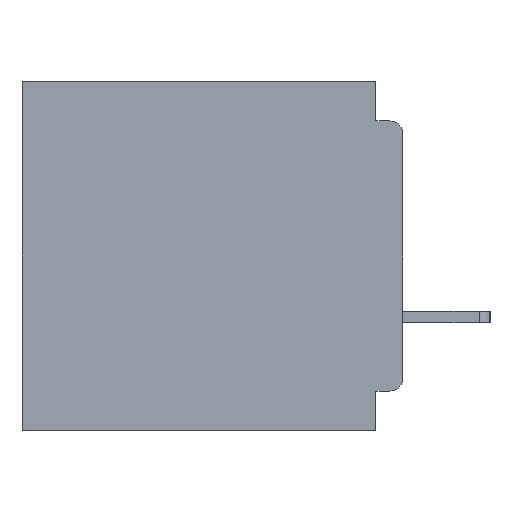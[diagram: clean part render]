
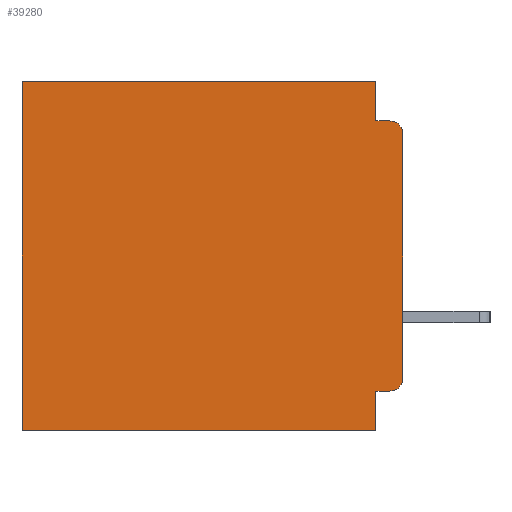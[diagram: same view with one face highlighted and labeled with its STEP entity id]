
A CAD part, left-side view. The second image highlights one B-rep face of the part: STEP entity #39280.
In plain terms, the highlighted planar face has unit normal (-1, 0, 0).
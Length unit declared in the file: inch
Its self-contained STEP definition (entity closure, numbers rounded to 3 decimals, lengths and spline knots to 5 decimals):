
#551 = VECTOR ( 'NONE', #44775, 39.37008 ) ;
#1661 = ORIENTED_EDGE ( 'NONE', *, *, #54576, .F. ) ;
#2028 = LINE ( 'NONE', #8648, #20809 ) ;
#2061 = CARTESIAN_POINT ( 'NONE',  ( 0.3, 0.437, -0.4 ) ) ;
#2700 = VECTOR ( 'NONE', #48818, 39.37008 ) ;
#2728 = EDGE_CURVE ( 'NONE', #33293, #16575, #8542, .T. ) ;
#8174 = VERTEX_POINT ( 'NONE', #30198 ) ;
#8541 = DIRECTION ( 'NONE',  ( -1., 0., 0. ) ) ;
#8542 = LINE ( 'NONE', #9689, #41357 ) ;
#8648 = CARTESIAN_POINT ( 'NONE',  ( 0.3, 0., -0.045 ) ) ;
#9639 = ORIENTED_EDGE ( 'NONE', *, *, #54954, .T. ) ;
#9648 = DIRECTION ( 'NONE',  ( 0., 0., -1. ) ) ;
#9689 = CARTESIAN_POINT ( 'NONE',  ( 0.3, 0., -0.4 ) ) ;
#9830 = DIRECTION ( 'NONE',  ( 1., 0., 0. ) ) ;
#10360 = VERTEX_POINT ( 'NONE', #40324 ) ;
#10628 = CARTESIAN_POINT ( 'NONE',  ( 0.3, 0.031, -0.4 ) ) ;
#10851 = ORIENTED_EDGE ( 'NONE', *, *, #45789, .T. ) ;
#10960 = EDGE_CURVE ( 'NONE', #10360, #29191, #25541, .T. ) ;
#11027 = LINE ( 'NONE', #27199, #32483 ) ;
#11038 = CIRCLE ( 'NONE', #45297, 0.015 ) ;
#11834 = VERTEX_POINT ( 'NONE', #2061 ) ;
#12116 = FACE_OUTER_BOUND ( 'NONE', #22602, .T. ) ;
#13932 = EDGE_CURVE ( 'NONE', #29191, #45018, #2028, .T. ) ;
#14954 = DIRECTION ( 'NONE',  ( 0., 0., -1. ) ) ;
#15994 = CIRCLE ( 'NONE', #32186, 0.015 ) ;
#16575 = VERTEX_POINT ( 'NONE', #22520 ) ;
#19299 = EDGE_CURVE ( 'NONE', #8174, #11834, #45890, .T. ) ;
#20809 = VECTOR ( 'NONE', #21547, 39.37008 ) ;
#21547 = DIRECTION ( 'NONE',  ( 0., -1., 0. ) ) ;
#21674 = CARTESIAN_POINT ( 'NONE',  ( 0.3, 0.015, -0.34 ) ) ;
#22520 = CARTESIAN_POINT ( 'NONE',  ( 0.3, 0., -0.34 ) ) ;
#22602 = EDGE_LOOP ( 'NONE', ( #33294, #44313, #23978, #30600, #10851, #48906, #24715, #23414, #1661, #9639 ) ) ;
#23414 = ORIENTED_EDGE ( 'NONE', *, *, #30520, .F. ) ;
#23952 = DIRECTION ( 'NONE',  ( 0., 1., 0. ) ) ;
#23978 = ORIENTED_EDGE ( 'NONE', *, *, #13932, .F. ) ;
#24715 = ORIENTED_EDGE ( 'NONE', *, *, #19299, .F. ) ;
#25226 = CARTESIAN_POINT ( 'NONE',  ( 0.3, 0.437, -0.4 ) ) ;
#25541 = LINE ( 'NONE', #36179, #2700 ) ;
#25989 = DIRECTION ( 'NONE',  ( 0., 0., -1. ) ) ;
#26854 = PLANE ( 'NONE',  #51604 ) ;
#27199 = CARTESIAN_POINT ( 'NONE',  ( 0.3, 0., 0. ) ) ;
#28521 = VECTOR ( 'NONE', #14954, 39.37008 ) ;
#29191 = VERTEX_POINT ( 'NONE', #39965 ) ;
#29240 = CARTESIAN_POINT ( 'NONE',  ( 0.3, 0.015, -0.355 ) ) ;
#29864 = LINE ( 'NONE', #10628, #28521 ) ;
#30156 = CARTESIAN_POINT ( 'NONE',  ( 0.3, 0.015, -0.045 ) ) ;
#30198 = CARTESIAN_POINT ( 'NONE',  ( 0.3, 0.031, -0.4 ) ) ;
#30463 = LINE ( 'NONE', #25226, #51789 ) ;
#30520 = EDGE_CURVE ( 'NONE', #32758, #8174, #29864, .T. ) ;
#30600 = ORIENTED_EDGE ( 'NONE', *, *, #10960, .F. ) ;
#30837 = EDGE_CURVE ( 'NONE', #33293, #45018, #11038, .T. ) ;
#32186 = AXIS2_PLACEMENT_3D ( 'NONE', #21674, #51572, #25989 ) ;
#32483 = VECTOR ( 'NONE', #35664, 39.37008 ) ;
#32758 = VERTEX_POINT ( 'NONE', #43385 ) ;
#33293 = VERTEX_POINT ( 'NONE', #42578 ) ;
#33294 = ORIENTED_EDGE ( 'NONE', *, *, #2728, .F. ) ;
#34235 = CARTESIAN_POINT ( 'NONE',  ( 0.3, 0.015, -0.06 ) ) ;
#34842 = LINE ( 'NONE', #40452, #551 ) ;
#35497 = CARTESIAN_POINT ( 'NONE',  ( 0.3, 0., -0.4 ) ) ;
#35664 = DIRECTION ( 'NONE',  ( 0., 1., 0. ) ) ;
#35899 = VECTOR ( 'NONE', #23952, 39.37008 ) ;
#36179 = CARTESIAN_POINT ( 'NONE',  ( 0.3, 0.031, 0. ) ) ;
#37495 = VERTEX_POINT ( 'NONE', #51853 ) ;
#38497 = DIRECTION ( 'NONE',  ( 0., 0., -1. ) ) ;
#39280 = ADVANCED_FACE ( 'NONE', ( #12116 ), #26854, .F. ) ;
#39759 = DIRECTION ( 'NONE',  ( 0., 0., -1. ) ) ;
#39965 = CARTESIAN_POINT ( 'NONE',  ( 0.3, 0.031, -0.045 ) ) ;
#40324 = CARTESIAN_POINT ( 'NONE',  ( 0.3, 0.031, 0. ) ) ;
#40452 = CARTESIAN_POINT ( 'NONE',  ( 0.3, 0., -0.355 ) ) ;
#41357 = VECTOR ( 'NONE', #9648, 39.37008 ) ;
#42578 = CARTESIAN_POINT ( 'NONE',  ( 0.3, 0., -0.06 ) ) ;
#43385 = CARTESIAN_POINT ( 'NONE',  ( 0.3, 0.031, -0.355 ) ) ;
#44313 = ORIENTED_EDGE ( 'NONE', *, *, #30837, .T. ) ;
#44775 = DIRECTION ( 'NONE',  ( 0., 1., 0. ) ) ;
#44885 = VERTEX_POINT ( 'NONE', #29240 ) ;
#45018 = VERTEX_POINT ( 'NONE', #30156 ) ;
#45297 = AXIS2_PLACEMENT_3D ( 'NONE', #34235, #8541, #38497 ) ;
#45789 = EDGE_CURVE ( 'NONE', #10360, #37495, #11027, .T. ) ;
#45890 = LINE ( 'NONE', #49556, #35899 ) ;
#48475 = EDGE_CURVE ( 'NONE', #37495, #11834, #30463, .T. ) ;
#48818 = DIRECTION ( 'NONE',  ( 0., 0., -1. ) ) ;
#48906 = ORIENTED_EDGE ( 'NONE', *, *, #48475, .T. ) ;
#49556 = CARTESIAN_POINT ( 'NONE',  ( 0.3, 0., -0.4 ) ) ;
#51572 = DIRECTION ( 'NONE',  ( -1., 0., 0. ) ) ;
#51604 = AXIS2_PLACEMENT_3D ( 'NONE', #35497, #9830, #39759 ) ;
#51789 = VECTOR ( 'NONE', #55039, 39.37008 ) ;
#51853 = CARTESIAN_POINT ( 'NONE',  ( 0.3, 0.437, 0. ) ) ;
#54576 = EDGE_CURVE ( 'NONE', #44885, #32758, #34842, .T. ) ;
#54954 = EDGE_CURVE ( 'NONE', #44885, #16575, #15994, .T. ) ;
#55039 = DIRECTION ( 'NONE',  ( 0., 0., -1. ) ) ;
